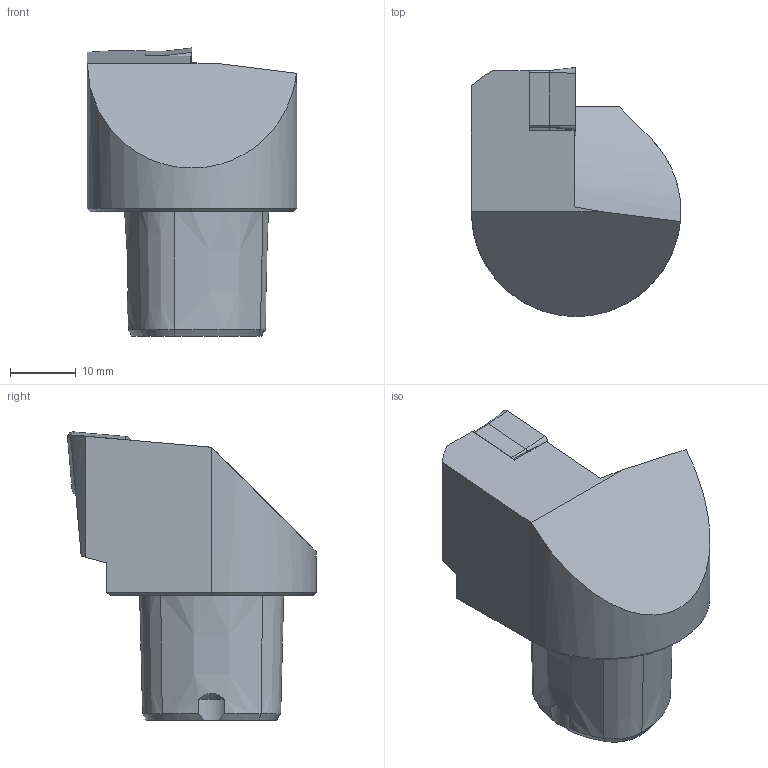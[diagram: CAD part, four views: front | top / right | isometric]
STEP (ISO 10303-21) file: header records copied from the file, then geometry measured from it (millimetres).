
FILE_DESCRIPTION(/* description */ (''),/* implementation_level */ '2;1');
FILE_NAME(/* name */ '10011018993_stp.stp',/* time_stamp */ '2017-08-02T10:37:29+02:00',/* author */ (''),/* organization */ (''),/* preprocessor_version */ 'ST-DEVELOPER v15',/* originating_system */ 'SIEMENS PLM Software NX 9.0',/* authorisation */ '');
FILE_SCHEMA (('AUTOMOTIVE_DESIGN { 1 0 10303 214 3 1 1 1 }'));
Length unit declared in the file: millimetre
Products named in the file (1): reic089062A21l4h
Bounding box: 32 x 38 x 44 mm (x, y, z)
Volume: 22878.8 mm3; surface area: 5829.5 mm2
Topology: 3 solids, 3 shells, 60 faces, 148 edges, 95 vertices
Faces by surface type: plane 29, cone 20, cylinder 10, revolution 1
Entity records: 1862 total; most frequent: CARTESIAN_POINT 364, DIRECTION 313, ORIENTED_EDGE 296, EDGE_CURVE 148, AXIS2_PLACEMENT_3D 113, VERTEX_POINT 95, LINE 86, VECTOR 86
